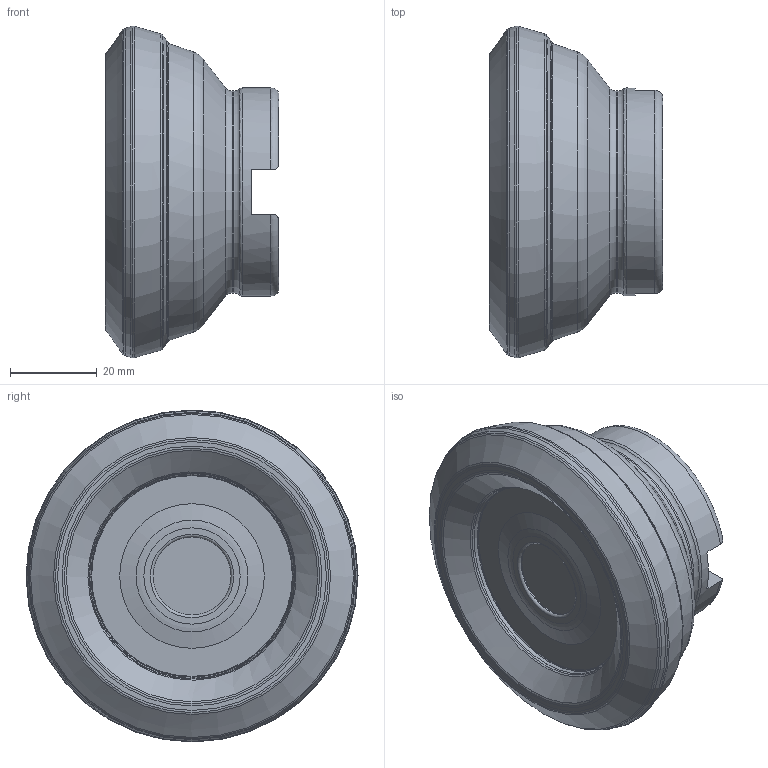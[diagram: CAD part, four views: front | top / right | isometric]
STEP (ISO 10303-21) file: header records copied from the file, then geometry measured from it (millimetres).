
FILE_DESCRIPTION(/* description */ (''),/* implementation_level */ '2;1');
FILE_NAME(/* name */ 'TURNING_F36-PNMU12-D63Z5S22.stp',/* time_stamp */ '2021-10-07T12:12:40+09:00',/* author */ (''),/* organization */ (''),/* preprocessor_version */ 'ST-DEVELOPER v16',/* originating_system */ 'SIEMENS PLM Software NX 10.0',/* authorisation */ '');
FILE_SCHEMA (('AP203_CONFIGURATION_CONTROLLED_3D_DESIGN_OF_MECHANICAL_PARTS_AND_ASSEMBLIES_MIM_LF { 1 0 10303 403 2 1 2}'));
Length unit declared in the file: millimetre
Products named in the file (1): 120185C07CB1h8l0
Bounding box: 40.01 x 76.57 x 76.57 mm (x, y, z)
Volume: 100149.4 mm3; surface area: 16761.2 mm2
Topology: 1 solids, 1 shells, 70 faces, 181 edges, 118 vertices
Faces by surface type: revolution 21, plane 19, torus 12, cylinder 10, cone 8
Full cylindrical faces by diameter (mm): 11 x1, 18 x1, 22 x1, 23 x1, 46.6 x1, 48 x1
Entity records: 1999 total; most frequent: CARTESIAN_POINT 554, DIRECTION 273, ORIENTED_EDGE 216, EDGE_LOOP 118, AXIS2_PLACEMENT_3D 114, EDGE_CURVE 108, FACE_BOUND 96, VERTEX_POINT 88
